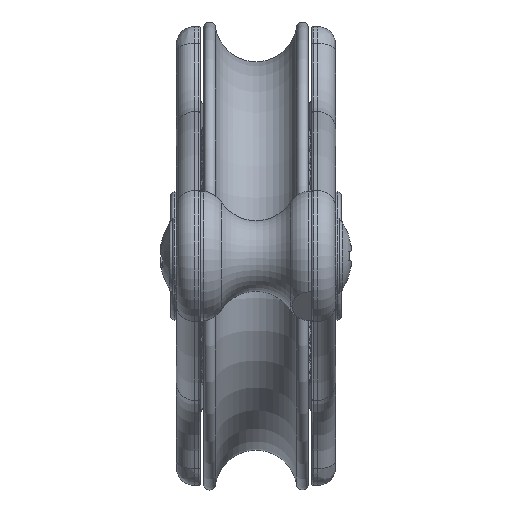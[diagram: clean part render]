
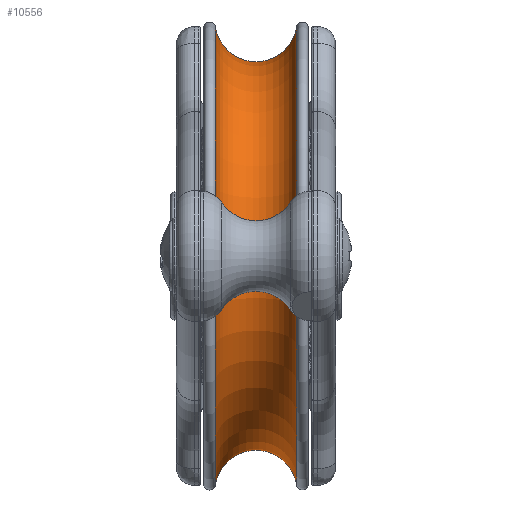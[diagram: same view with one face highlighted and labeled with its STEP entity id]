
A CAD part, front view. The second image highlights one B-rep face of the part: STEP entity #10556.
In plain terms, the highlighted toroidal (fillet/blend) face has major radius 40 mm and minor radius 7 mm.
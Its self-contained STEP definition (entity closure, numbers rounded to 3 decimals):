
#422=TOROIDAL_SURFACE('',#11748,40.,7.);
#1207=FACE_OUTER_BOUND('',#1916,.T.);
#1916=EDGE_LOOP('',(#7998,#7999,#8000,#8001,#8002,#8003));
#3533=CIRCLE('',#11652,38.927);
#3534=CIRCLE('',#11653,38.927);
#3599=CIRCLE('',#11745,38.927);
#3600=CIRCLE('',#11746,38.927);
#3602=CIRCLE('',#11749,7.);
#4463=VERTEX_POINT('',#17496);
#4464=VERTEX_POINT('',#17498);
#4515=VERTEX_POINT('',#17648);
#4516=VERTEX_POINT('',#17649);
#5755=EDGE_CURVE('',#4463,#4464,#3533,.T.);
#5756=EDGE_CURVE('',#4464,#4463,#3534,.T.);
#5827=EDGE_CURVE('',#4515,#4516,#3599,.T.);
#5828=EDGE_CURVE('',#4516,#4515,#3600,.T.);
#5830=EDGE_CURVE('',#4516,#4463,#3602,.T.);
#7998=ORIENTED_EDGE('',*,*,#5827,.T.);
#7999=ORIENTED_EDGE('',*,*,#5830,.T.);
#8000=ORIENTED_EDGE('',*,*,#5756,.F.);
#8001=ORIENTED_EDGE('',*,*,#5755,.F.);
#8002=ORIENTED_EDGE('',*,*,#5830,.F.);
#8003=ORIENTED_EDGE('',*,*,#5828,.T.);
#10556=ADVANCED_FACE('',(#1207),#422,.F.);
#11652=AXIS2_PLACEMENT_3D('',#17499,#13870,#13871);
#11653=AXIS2_PLACEMENT_3D('',#17500,#13872,#13873);
#11745=AXIS2_PLACEMENT_3D('',#17650,#14062,#14063);
#11746=AXIS2_PLACEMENT_3D('',#17651,#14064,#14065);
#11748=AXIS2_PLACEMENT_3D('',#17653,#14068,#14069);
#11749=AXIS2_PLACEMENT_3D('',#17654,#14070,#14071);
#13870=DIRECTION('center_axis',(-1.,0.,0.));
#13871=DIRECTION('ref_axis',(0.,-0.999,-0.044));
#13872=DIRECTION('center_axis',(-1.,0.,0.));
#13873=DIRECTION('ref_axis',(0.,-0.999,-0.044));
#14062=DIRECTION('center_axis',(-1.,0.,0.));
#14063=DIRECTION('ref_axis',(0.,-0.999,-0.044));
#14064=DIRECTION('center_axis',(-1.,0.,0.));
#14065=DIRECTION('ref_axis',(0.,-0.999,-0.044));
#14068=DIRECTION('center_axis',(-1.,0.,0.));
#14069=DIRECTION('ref_axis',(0.,0.044,-0.999));
#14070=DIRECTION('center_axis',(0.,0.999,
0.044));
#14071=DIRECTION('ref_axis',(0.,-0.044,
0.999));
#17496=CARTESIAN_POINT('',(-6.917,-1.723,38.889));
#17498=CARTESIAN_POINT('',(-6.917,1.723,-38.889));
#17499=CARTESIAN_POINT('Origin',(-6.917,0.,
0.));
#17500=CARTESIAN_POINT('Origin',(-6.917,0.,
0.));
#17648=CARTESIAN_POINT('',(6.917,1.723,-38.889));
#17649=CARTESIAN_POINT('',(6.917,-1.723,38.889));
#17650=CARTESIAN_POINT('Origin',(6.917,0.,
0.));
#17651=CARTESIAN_POINT('Origin',(6.917,0.,
0.));
#17653=CARTESIAN_POINT('Origin',(0.,0.,
0.));
#17654=CARTESIAN_POINT('Origin',(0.,-1.771,
39.961));
